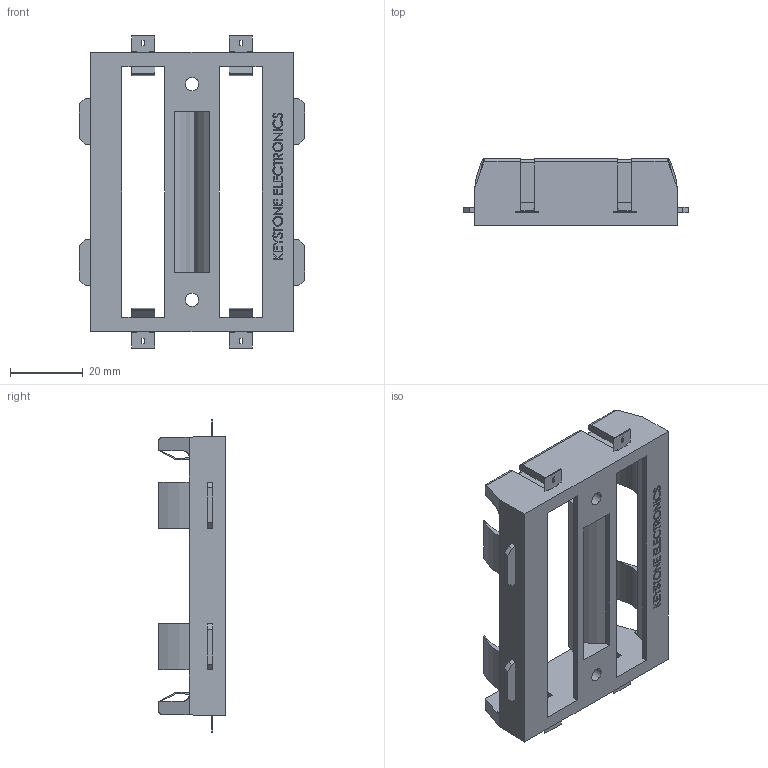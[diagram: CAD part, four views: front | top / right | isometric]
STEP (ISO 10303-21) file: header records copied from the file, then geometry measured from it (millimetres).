
FILE_DESCRIPTION (( 'STEP AP214' ), '1' );
FILE_NAME ('1108.STEP', '2015-01-22T14:12:29', ( '' ), ( '' ), 'SwSTEP 2.0', 'SolidWorks 2013', '' );
FILE_SCHEMA (( 'AUTOMOTIVE_DESIGN' ));
Length unit declared in the file: inch
Products named in the file (1): 1108
Bounding box: 62 x 18.41 x 85.95 mm (x, y, z)
Volume: 16804.5 mm3; surface area: 15515.2 mm2
Topology: 1 solids, 1 shells, 553 faces, 1540 edges, 1018 vertices
Faces by surface type: plane 434, bspline 69, cylinder 50
Entity records: 22922 total; most frequent: CARTESIAN_POINT 7649, ORIENTED_EDGE 3080, DIRECTION 2476, EDGE_CURVE 1540, VECTOR 1274, LINE 1274, VERTEX_POINT 1018, AXIS2_PLACEMENT_3D 601
